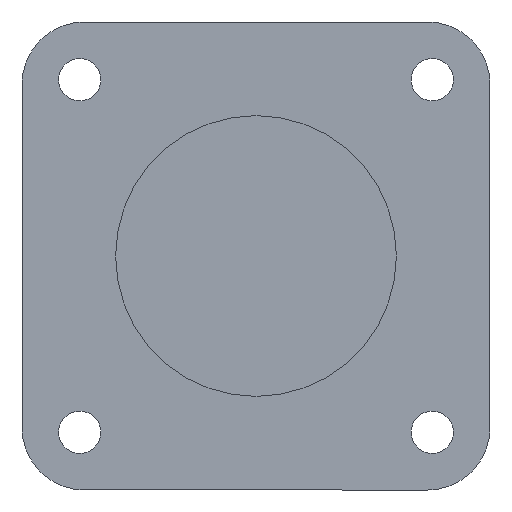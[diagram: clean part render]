
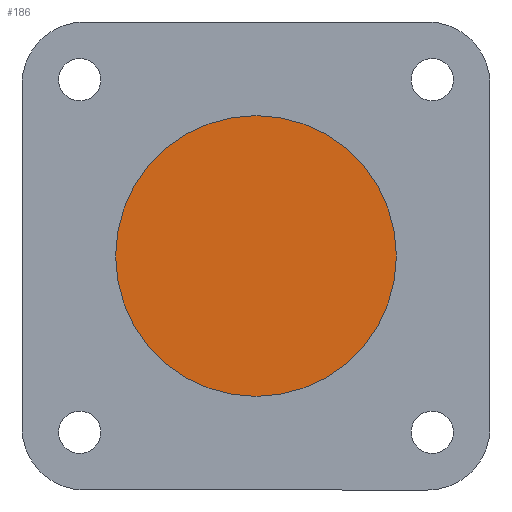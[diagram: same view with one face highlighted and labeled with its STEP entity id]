
A CAD part, front view. The second image highlights one B-rep face of the part: STEP entity #186.
In plain terms, the highlighted planar face has unit normal (0, -1, 0).
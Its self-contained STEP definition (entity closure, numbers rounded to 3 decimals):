
#17 = VERTEX_POINT ( 'NONE', #578 ) ;
#44 = AXIS2_PLACEMENT_3D ( 'NONE', #166, #682, #239 ) ;
#48 = EDGE_CURVE ( 'NONE', #310, #17, #181, .T. ) ;
#76 = CARTESIAN_POINT ( 'NONE',  ( 0., 7., 0. ) ) ;
#101 = CARTESIAN_POINT ( 'NONE',  ( 0., 7., 22.5 ) ) ;
#150 = DIRECTION ( 'NONE',  ( 0., 0., -1. ) ) ;
#160 = EDGE_LOOP ( 'NONE', ( #257, #895 ) ) ;
#166 = CARTESIAN_POINT ( 'NONE',  ( 0., 7., 0. ) ) ;
#181 = CIRCLE ( 'NONE', #327, 22.5 ) ;
#186 = ADVANCED_FACE ( 'NONE', ( #859 ), #383, .T. ) ;
#206 = CARTESIAN_POINT ( 'NONE',  ( 0., 7., 0. ) ) ;
#239 = DIRECTION ( 'NONE',  ( 0., 0., -1. ) ) ;
#257 = ORIENTED_EDGE ( 'NONE', *, *, #517, .T. ) ;
#265 = AXIS2_PLACEMENT_3D ( 'NONE', #206, #719, #279 ) ;
#279 = DIRECTION ( 'NONE',  ( 0., 0., -1. ) ) ;
#310 = VERTEX_POINT ( 'NONE', #101 ) ;
#327 = AXIS2_PLACEMENT_3D ( 'NONE', #76, #589, #150 ) ;
#383 = PLANE ( 'NONE',  #44 ) ;
#517 = EDGE_CURVE ( 'NONE', #17, #310, #925, .T. ) ;
#578 = CARTESIAN_POINT ( 'NONE',  ( 0., 7., -22.5 ) ) ;
#589 = DIRECTION ( 'NONE',  ( 0., -1., 0. ) ) ;
#682 = DIRECTION ( 'NONE',  ( 0., -1., 0. ) ) ;
#719 = DIRECTION ( 'NONE',  ( 0., -1., 0. ) ) ;
#859 = FACE_OUTER_BOUND ( 'NONE', #160, .T. ) ;
#895 = ORIENTED_EDGE ( 'NONE', *, *, #48, .T. ) ;
#925 = CIRCLE ( 'NONE', #265, 22.5 ) ;
